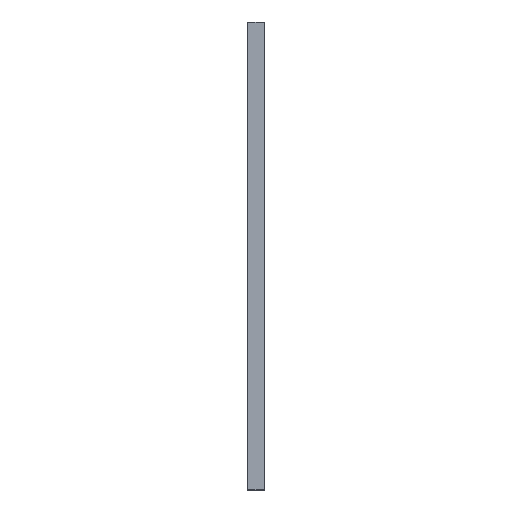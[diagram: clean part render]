
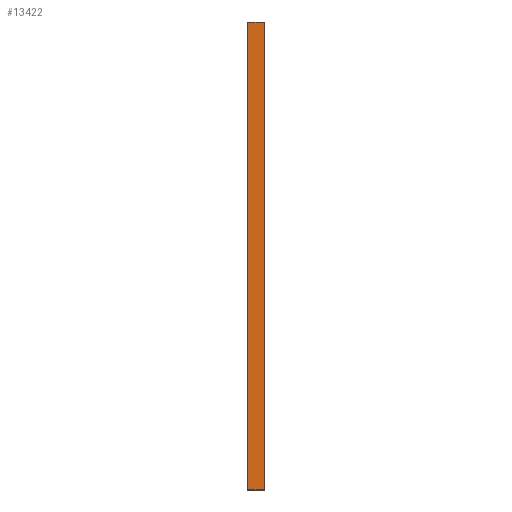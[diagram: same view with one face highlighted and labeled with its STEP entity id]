
A CAD part, front view. The second image highlights one B-rep face of the part: STEP entity #13422.
In plain terms, the highlighted planar face has unit normal (0, -1, 0).
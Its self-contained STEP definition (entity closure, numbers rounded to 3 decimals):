
#528 = PLANE('',#529);
#529 = AXIS2_PLACEMENT_3D('',#530,#531,#532);
#530 = CARTESIAN_POINT('',(4.5,-9.45,0.05));
#531 = DIRECTION('',(0.,0.707,0.707));
#532 = DIRECTION('',(1.,0.,0.));
#832 = PLANE('',#833);
#833 = AXIS2_PLACEMENT_3D('',#834,#835,#836);
#834 = CARTESIAN_POINT('',(4.5,-9.45,249.95));
#835 = DIRECTION('',(0.,-0.707,0.707)
  );
#836 = DIRECTION('',(1.,0.,0.));
#1120 = PLANE('',#1121);
#1121 = AXIS2_PLACEMENT_3D('',#1122,#1123,#1124);
#1122 = CARTESIAN_POINT('',(-4.45,-9.45,0.));
#1123 = DIRECTION('',(-0.707,-0.707,0.));
#1124 = DIRECTION('',(0.,0.,1.));
#5552 = VERTEX_POINT('',#5553);
#5553 = CARTESIAN_POINT('',(4.4,-9.5,0.1));
#5574 = EDGE_CURVE('',#5552,#5575,#5577,.T.);
#5575 = VERTEX_POINT('',#5576);
#5576 = CARTESIAN_POINT('',(-4.4,-9.5,0.1));
#5577 = SURFACE_CURVE('',#5578,(#5582,#5589),.PCURVE_S1.);
#5578 = LINE('',#5579,#5580);
#5579 = CARTESIAN_POINT('',(4.5,-9.5,0.1));
#5580 = VECTOR('',#5581,1.);
#5581 = DIRECTION('',(-1.,0.,0.));
#5582 = PCURVE('',#528,#5583);
#5583 = DEFINITIONAL_REPRESENTATION('',(#5584),#5588);
#5584 = LINE('',#5585,#5586);
#5585 = CARTESIAN_POINT('',(0.,-0.071));
#5586 = VECTOR('',#5587,1.);
#5587 = DIRECTION('',(-1.,0.));
#5588 = ( GEOMETRIC_REPRESENTATION_CONTEXT(2) 
PARAMETRIC_REPRESENTATION_CONTEXT() REPRESENTATION_CONTEXT('2D SPACE',''
  ) );
#5589 = PCURVE('',#5590,#5595);
#5590 = PLANE('',#5591);
#5591 = AXIS2_PLACEMENT_3D('',#5592,#5593,#5594);
#5592 = CARTESIAN_POINT('',(4.5,-9.5,0.));
#5593 = DIRECTION('',(0.,-1.,0.));
#5594 = DIRECTION('',(-1.,0.,0.));
#5595 = DEFINITIONAL_REPRESENTATION('',(#5596),#5600);
#5596 = LINE('',#5597,#5598);
#5597 = CARTESIAN_POINT('',(0.,-0.1));
#5598 = VECTOR('',#5599,1.);
#5599 = DIRECTION('',(1.,0.));
#5600 = ( GEOMETRIC_REPRESENTATION_CONTEXT(2) 
PARAMETRIC_REPRESENTATION_CONTEXT() REPRESENTATION_CONTEXT('2D SPACE',''
  ) );
#5845 = VERTEX_POINT('',#5846);
#5846 = CARTESIAN_POINT('',(4.4,-9.5,249.9));
#5867 = EDGE_CURVE('',#5845,#5868,#5870,.T.);
#5868 = VERTEX_POINT('',#5869);
#5869 = CARTESIAN_POINT('',(-4.4,-9.5,249.9));
#5870 = SURFACE_CURVE('',#5871,(#5875,#5882),.PCURVE_S1.);
#5871 = LINE('',#5872,#5873);
#5872 = CARTESIAN_POINT('',(4.5,-9.5,249.9));
#5873 = VECTOR('',#5874,1.);
#5874 = DIRECTION('',(-1.,0.,0.));
#5875 = PCURVE('',#832,#5876);
#5876 = DEFINITIONAL_REPRESENTATION('',(#5877),#5881);
#5877 = LINE('',#5878,#5879);
#5878 = CARTESIAN_POINT('',(0.,-0.071));
#5879 = VECTOR('',#5880,1.);
#5880 = DIRECTION('',(-1.,0.));
#5881 = ( GEOMETRIC_REPRESENTATION_CONTEXT(2) 
PARAMETRIC_REPRESENTATION_CONTEXT() REPRESENTATION_CONTEXT('2D SPACE',''
  ) );
#5882 = PCURVE('',#5590,#5883);
#5883 = DEFINITIONAL_REPRESENTATION('',(#5884),#5888);
#5884 = LINE('',#5885,#5886);
#5885 = CARTESIAN_POINT('',(0.,-249.9));
#5886 = VECTOR('',#5887,1.);
#5887 = DIRECTION('',(1.,0.));
#5888 = ( GEOMETRIC_REPRESENTATION_CONTEXT(2) 
PARAMETRIC_REPRESENTATION_CONTEXT() REPRESENTATION_CONTEXT('2D SPACE',''
  ) );
#6002 = EDGE_CURVE('',#5575,#5868,#6003,.T.);
#6003 = SURFACE_CURVE('',#6004,(#6008,#6015),.PCURVE_S1.);
#6004 = LINE('',#6005,#6006);
#6005 = CARTESIAN_POINT('',(-4.4,-9.5,0.));
#6006 = VECTOR('',#6007,1.);
#6007 = DIRECTION('',(0.,0.,1.));
#6008 = PCURVE('',#1120,#6009);
#6009 = DEFINITIONAL_REPRESENTATION('',(#6010),#6014);
#6010 = LINE('',#6011,#6012);
#6011 = CARTESIAN_POINT('',(0.,-0.071));
#6012 = VECTOR('',#6013,1.);
#6013 = DIRECTION('',(1.,0.));
#6014 = ( GEOMETRIC_REPRESENTATION_CONTEXT(2) 
PARAMETRIC_REPRESENTATION_CONTEXT() REPRESENTATION_CONTEXT('2D SPACE',''
  ) );
#6015 = PCURVE('',#5590,#6016);
#6016 = DEFINITIONAL_REPRESENTATION('',(#6017),#6021);
#6017 = LINE('',#6018,#6019);
#6018 = CARTESIAN_POINT('',(8.9,0.));
#6019 = VECTOR('',#6020,1.);
#6020 = DIRECTION('',(0.,-1.));
#6021 = ( GEOMETRIC_REPRESENTATION_CONTEXT(2) 
PARAMETRIC_REPRESENTATION_CONTEXT() REPRESENTATION_CONTEXT('2D SPACE',''
  ) );
#13074 = PLANE('',#13075);
#13075 = AXIS2_PLACEMENT_3D('',#13076,#13077,#13078);
#13076 = CARTESIAN_POINT('',(4.45,-9.45,0.));
#13077 = DIRECTION('',(0.707,-0.707,0.));
#13078 = DIRECTION('',(0.,0.,1.));
#13422 = ADVANCED_FACE('',(#13423),#5590,.T.);
#13423 = FACE_BOUND('',#13424,.T.);
#13424 = EDGE_LOOP('',(#13425,#13446,#13447,#13448));
#13425 = ORIENTED_EDGE('',*,*,#13426,.T.);
#13426 = EDGE_CURVE('',#5552,#5845,#13427,.T.);
#13427 = SURFACE_CURVE('',#13428,(#13432,#13439),.PCURVE_S1.);
#13428 = LINE('',#13429,#13430);
#13429 = CARTESIAN_POINT('',(4.4,-9.5,0.));
#13430 = VECTOR('',#13431,1.);
#13431 = DIRECTION('',(0.,0.,1.));
#13432 = PCURVE('',#5590,#13433);
#13433 = DEFINITIONAL_REPRESENTATION('',(#13434),#13438);
#13434 = LINE('',#13435,#13436);
#13435 = CARTESIAN_POINT('',(0.1,0.));
#13436 = VECTOR('',#13437,1.);
#13437 = DIRECTION('',(0.,-1.));
#13438 = ( GEOMETRIC_REPRESENTATION_CONTEXT(2) 
PARAMETRIC_REPRESENTATION_CONTEXT() REPRESENTATION_CONTEXT('2D SPACE',''
  ) );
#13439 = PCURVE('',#13074,#13440);
#13440 = DEFINITIONAL_REPRESENTATION('',(#13441),#13445);
#13441 = LINE('',#13442,#13443);
#13442 = CARTESIAN_POINT('',(0.,0.071));
#13443 = VECTOR('',#13444,1.);
#13444 = DIRECTION('',(1.,0.));
#13445 = ( GEOMETRIC_REPRESENTATION_CONTEXT(2) 
PARAMETRIC_REPRESENTATION_CONTEXT() REPRESENTATION_CONTEXT('2D SPACE',''
  ) );
#13446 = ORIENTED_EDGE('',*,*,#5867,.T.);
#13447 = ORIENTED_EDGE('',*,*,#6002,.F.);
#13448 = ORIENTED_EDGE('',*,*,#5574,.F.);
